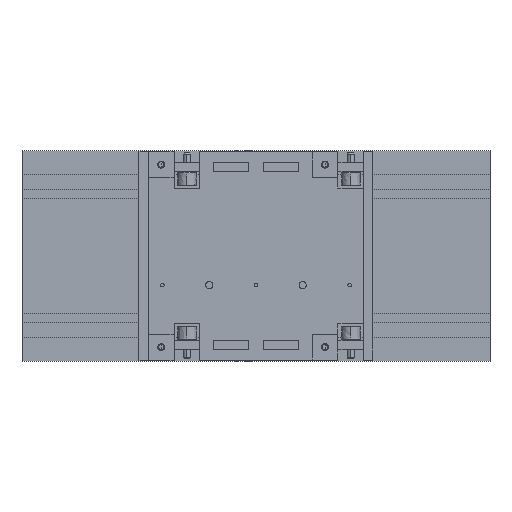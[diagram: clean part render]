
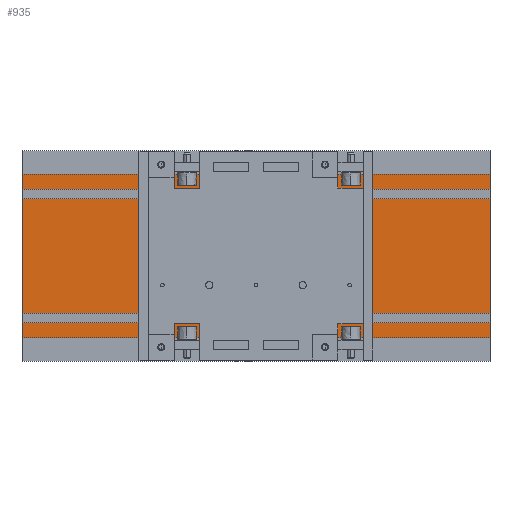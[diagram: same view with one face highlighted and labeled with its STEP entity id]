
A CAD part, top view. The second image highlights one B-rep face of the part: STEP entity #935.
In plain terms, the highlighted planar face has unit normal (0, 0, 1).
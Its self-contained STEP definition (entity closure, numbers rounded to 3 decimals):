
#935=ADVANCED_FACE('',(#1457),#8074,.T.);
#1457=FACE_OUTER_BOUND('',#2031,.T.);
#2031=EDGE_LOOP('',(#3980,#3981,#3982,#3983));
#3980=ORIENTED_EDGE('',*,*,#5606,.T.);
#3981=ORIENTED_EDGE('',*,*,#5610,.T.);
#3982=ORIENTED_EDGE('',*,*,#5613,.T.);
#3983=ORIENTED_EDGE('',*,*,#5615,.T.);
#5606=EDGE_CURVE('',#7578,#7577,#6815,.T.);
#5610=EDGE_CURVE('',#7577,#7580,#6819,.T.);
#5613=EDGE_CURVE('',#7580,#7582,#6822,.T.);
#5615=EDGE_CURVE('',#7582,#7578,#6824,.T.);
#6815=B_SPLINE_CURVE_WITH_KNOTS('',1,(#11840,#11841),.UNSPECIFIED.,.F.,
 .F.,(2,2),(0.,400.),.UNSPECIFIED.);
#6819=B_SPLINE_CURVE_WITH_KNOTS('',1,(#11848,#11849),.UNSPECIFIED.,.F.,
 .F.,(2,2),(400.,540.),.UNSPECIFIED.);
#6822=B_SPLINE_CURVE_WITH_KNOTS('',1,(#11854,#11855),.UNSPECIFIED.,.F.,
 .F.,(2,2),(540.,940.),.UNSPECIFIED.);
#6824=B_SPLINE_CURVE_WITH_KNOTS('',1,(#11858,#11859),.UNSPECIFIED.,.F.,
 .F.,(2,2),(940.,1080.),.UNSPECIFIED.);
#7577=VERTEX_POINT('',#11830);
#7578=VERTEX_POINT('',#11831);
#7580=VERTEX_POINT('',#11833);
#7582=VERTEX_POINT('',#11835);
#8074=PLANE('',#8386);
#8386=AXIS2_PLACEMENT_3D('',#11827,#8682,$);
#8682=DIRECTION('',(0.,0.,1.));
#11827=CARTESIAN_POINT('',(-200.,0.,8.));
#11830=CARTESIAN_POINT('',(200.,0.,8.));
#11831=CARTESIAN_POINT('',(-200.,0.,8.));
#11833=CARTESIAN_POINT('',(200.,140.,8.));
#11835=CARTESIAN_POINT('',(-200.,140.,8.));
#11840=CARTESIAN_POINT('',(-200.,0.,8.));
#11841=CARTESIAN_POINT('',(200.,0.,8.));
#11848=CARTESIAN_POINT('',(200.,0.,8.));
#11849=CARTESIAN_POINT('',(200.,140.,8.));
#11854=CARTESIAN_POINT('',(200.,140.,8.));
#11855=CARTESIAN_POINT('',(-200.,140.,8.));
#11858=CARTESIAN_POINT('',(-200.,140.,8.));
#11859=CARTESIAN_POINT('',(-200.,0.,8.));
